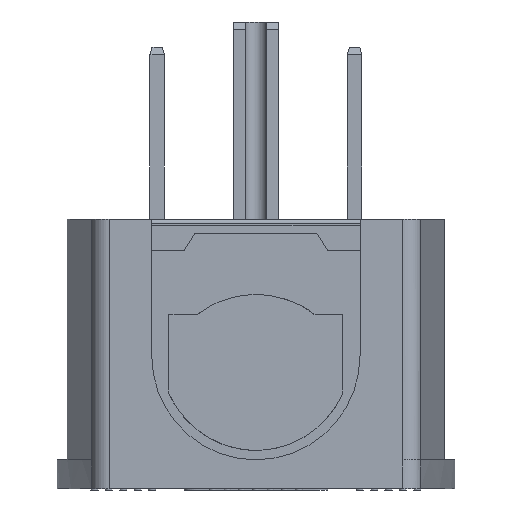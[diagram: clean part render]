
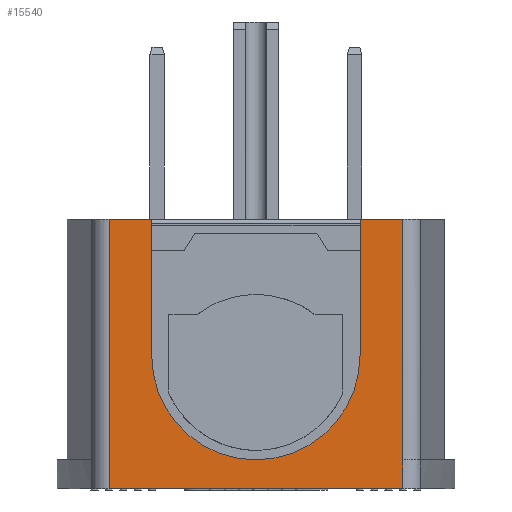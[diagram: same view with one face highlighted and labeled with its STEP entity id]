
A CAD part, front view. The second image highlights one B-rep face of the part: STEP entity #15540.
In plain terms, the highlighted planar face has unit normal (0, 1, 0).
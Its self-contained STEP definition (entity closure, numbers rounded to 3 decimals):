
#108 = CARTESIAN_POINT ( 'NONE',  ( -18.415, -77.457, 42.545 ) ) ;
#177 = EDGE_CURVE ( 'NONE', #6483, #7623, #10685, .T. ) ;
#195 = EDGE_CURVE ( 'NONE', #16880, #7343, #2610, .T. ) ;
#209 = VECTOR ( 'NONE', #1523, 1000. ) ;
#318 = DIRECTION ( 'NONE',  ( 0., 1., 0. ) ) ;
#378 = LINE ( 'NONE', #10756, #1793 ) ;
#574 = DIRECTION ( 'NONE',  ( 0., 0., 1. ) ) ;
#631 = ORIENTED_EDGE ( 'NONE', *, *, #12505, .F. ) ;
#701 = CIRCLE ( 'NONE', #1830, 18.415 ) ;
#792 = VERTEX_POINT ( 'NONE', #1982 ) ;
#976 = DIRECTION ( 'NONE',  ( -1., 0., 0. ) ) ;
#1220 = VECTOR ( 'NONE', #574, 1000. ) ;
#1370 = DIRECTION ( 'NONE',  ( 0., 0., -1. ) ) ;
#1405 = VERTEX_POINT ( 'NONE', #4980 ) ;
#1523 = DIRECTION ( 'NONE',  ( 0., 0., 1. ) ) ;
#1539 = LINE ( 'NONE', #4354, #14479 ) ;
#1793 = VECTOR ( 'NONE', #12250, 1000. ) ;
#1830 = AXIS2_PLACEMENT_3D ( 'NONE', #3050, #318, #5672 ) ;
#1930 = VECTOR ( 'NONE', #15423, 1000. ) ;
#1982 = CARTESIAN_POINT ( 'NONE',  ( 25.93, -77.457, 0. ) ) ;
#2366 = CARTESIAN_POINT ( 'NONE',  ( 18.415, -77.457, 18.415 ) ) ;
#2610 = LINE ( 'NONE', #6728, #9859 ) ;
#3050 = CARTESIAN_POINT ( 'NONE',  ( 0., -77.457, 18.415 ) ) ;
#3069 = ORIENTED_EDGE ( 'NONE', *, *, #14634, .F. ) ;
#3199 = ORIENTED_EDGE ( 'NONE', *, *, #177, .F. ) ;
#3319 = CARTESIAN_POINT ( 'NONE',  ( 25.93, -77.457, 0. ) ) ;
#3403 = CARTESIAN_POINT ( 'NONE',  ( 25.93, -77.457, -3.387 ) ) ;
#3857 = ORIENTED_EDGE ( 'NONE', *, *, #13931, .F. ) ;
#3898 = VERTEX_POINT ( 'NONE', #12231 ) ;
#4103 = DIRECTION ( 'NONE',  ( 1., 0., 0. ) ) ;
#4152 = ORIENTED_EDGE ( 'NONE', *, *, #195, .F. ) ;
#4354 = CARTESIAN_POINT ( 'NONE',  ( -25.929, -77.457, 0. ) ) ;
#4416 = ORIENTED_EDGE ( 'NONE', *, *, #17148, .F. ) ;
#4679 = ORIENTED_EDGE ( 'NONE', *, *, #16863, .F. ) ;
#4709 = LINE ( 'NONE', #15535, #1220 ) ;
#4980 = CARTESIAN_POINT ( 'NONE',  ( 18.415, -77.457, 42.545 ) ) ;
#5672 = DIRECTION ( 'NONE',  ( 0., 0., -1. ) ) ;
#6175 = EDGE_CURVE ( 'NONE', #9686, #1405, #7396, .T. ) ;
#6483 = VERTEX_POINT ( 'NONE', #2366 ) ;
#6487 = ORIENTED_EDGE ( 'NONE', *, *, #11302, .F. ) ;
#6728 = CARTESIAN_POINT ( 'NONE',  ( 0., -77.457, -5.08 ) ) ;
#6922 = ORIENTED_EDGE ( 'NONE', *, *, #7665, .T. ) ;
#7343 = VERTEX_POINT ( 'NONE', #10749 ) ;
#7358 = DIRECTION ( 'NONE',  ( 0., 0., -1. ) ) ;
#7396 = LINE ( 'NONE', #17146, #15489 ) ;
#7623 = VERTEX_POINT ( 'NONE', #15284 ) ;
#7665 = EDGE_CURVE ( 'NONE', #792, #7343, #12524, .T. ) ;
#7992 = EDGE_LOOP ( 'NONE', ( #3857, #9535, #4679, #6922, #4152, #631, #4416, #3069, #6487, #3199 ) ) ;
#8055 = DIRECTION ( 'NONE',  ( 0., 1., 0. ) ) ;
#8206 = CARTESIAN_POINT ( 'NONE',  ( -25.929, -77.457, 42.545 ) ) ;
#8888 = CARTESIAN_POINT ( 'NONE',  ( 25.929, -77.457, 42.545 ) ) ;
#9535 = ORIENTED_EDGE ( 'NONE', *, *, #6175, .F. ) ;
#9686 = VERTEX_POINT ( 'NONE', #8888 ) ;
#9724 = DIRECTION ( 'NONE',  ( 0., 0., -1. ) ) ;
#9859 = VECTOR ( 'NONE', #4103, 1000. ) ;
#10097 = DIRECTION ( 'NONE',  ( 0., -1., 0. ) ) ;
#10659 = VERTEX_POINT ( 'NONE', #8206 ) ;
#10685 = CIRCLE ( 'NONE', #12938, 18.415 ) ;
#10749 = CARTESIAN_POINT ( 'NONE',  ( 25.929, -77.457, -5.08 ) ) ;
#10756 = CARTESIAN_POINT ( 'NONE',  ( -18.415, -77.457, 42.545 ) ) ;
#11302 = EDGE_CURVE ( 'NONE', #7623, #12504, #701, .T. ) ;
#11325 = CARTESIAN_POINT ( 'NONE',  ( -18.415, -77.457, 0. ) ) ;
#12151 = LINE ( 'NONE', #108, #209 ) ;
#12231 = CARTESIAN_POINT ( 'NONE',  ( -18.415, -77.457, 42.545 ) ) ;
#12250 = DIRECTION ( 'NONE',  ( -1., 0., 0. ) ) ;
#12504 = VERTEX_POINT ( 'NONE', #15171 ) ;
#12505 = EDGE_CURVE ( 'NONE', #10659, #16880, #1539, .T. ) ;
#12524 = B_SPLINE_CURVE_WITH_KNOTS ( 'NONE', 3,
 ( #3319, #14305, #3403, #13060 ),
 .UNSPECIFIED., .F., .F.,
 ( 4, 4 ),
 ( 0., 1. ),
 .UNSPECIFIED. ) ;
#12600 = LINE ( 'NONE', #13920, #1930 ) ;
#12620 = CARTESIAN_POINT ( 'NONE',  ( -25.929, -77.457, -5.08 ) ) ;
#12938 = AXIS2_PLACEMENT_3D ( 'NONE', #16159, #8055, #1370 ) ;
#13060 = CARTESIAN_POINT ( 'NONE',  ( 25.929, -77.457, -5.08 ) ) ;
#13920 = CARTESIAN_POINT ( 'NONE',  ( 18.415, -77.457, 20.32 ) ) ;
#13931 = EDGE_CURVE ( 'NONE', #1405, #6483, #12600, .T. ) ;
#14305 = CARTESIAN_POINT ( 'NONE',  ( 25.93, -77.457, -1.693 ) ) ;
#14479 = VECTOR ( 'NONE', #9724, 1000. ) ;
#14634 = EDGE_CURVE ( 'NONE', #12504, #3898, #12151, .T. ) ;
#15171 = CARTESIAN_POINT ( 'NONE',  ( -18.415, -77.457, 18.415 ) ) ;
#15284 = CARTESIAN_POINT ( 'NONE',  ( 0., -77.457, 0. ) ) ;
#15423 = DIRECTION ( 'NONE',  ( 0., 0., -1. ) ) ;
#15489 = VECTOR ( 'NONE', #976, 1000. ) ;
#15535 = CARTESIAN_POINT ( 'NONE',  ( 25.93, -77.457, 0. ) ) ;
#15540 = ADVANCED_FACE ( 'NONE', ( #16868 ), #16601, .F. ) ;
#16159 = CARTESIAN_POINT ( 'NONE',  ( 0., -77.457, 18.415 ) ) ;
#16601 = PLANE ( 'NONE',  #17353 ) ;
#16863 = EDGE_CURVE ( 'NONE', #792, #9686, #4709, .T. ) ;
#16868 = FACE_OUTER_BOUND ( 'NONE', #7992, .T. ) ;
#16880 = VERTEX_POINT ( 'NONE', #12620 ) ;
#17146 = CARTESIAN_POINT ( 'NONE',  ( -18.415, -77.457, 42.545 ) ) ;
#17148 = EDGE_CURVE ( 'NONE', #3898, #10659, #378, .T. ) ;
#17353 = AXIS2_PLACEMENT_3D ( 'NONE', #11325, #10097, #7358 ) ;
